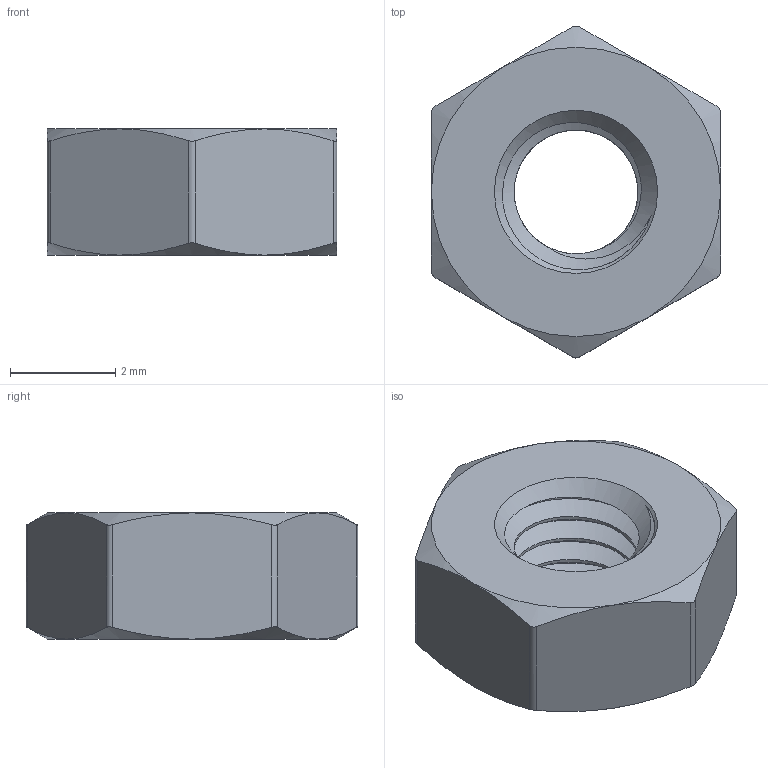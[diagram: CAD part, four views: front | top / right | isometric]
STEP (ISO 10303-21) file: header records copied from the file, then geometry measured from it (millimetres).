
FILE_DESCRIPTION(/* description */ ('','CAx-IF Rec.Pracs.---Representation and Presentation of Product Manufacturing Information (PMI)---4.0---2014-10-13'),/* implementation_level */ '2;1');
FILE_NAME(/* name */ 'OSSM - Actuator_Linear Rail Assembly_Belt Clamp_Hardware - Belt Clamp_M3 Nut_step.stp',/* time_stamp */ '2025-02-27T09:06:35-05:00',/* author */ (''),/* organization */ (''),/* preprocessor_version */ 'ST-DEVELOPER v20',/* originating_system */ 'Autodesk Translation Framework v13.20.0.188',/* authorisation */ '');
FILE_SCHEMA (('AP242_MANAGED_MODEL_BASED_3D_ENGINEERING_MIM_LF { 1 0 10303 442 1 1 4 }'));
Length unit declared in the file: millimetre
Products named in the file (1): 91828A211_18-8 Stainless Steel Hex Nut
Bounding box: 5.5 x 6.31 x 2.4 mm (x, y, z)
Volume: 48.4 mm3; surface area: 115.1 mm2
Topology: 1 solids, 1 shells, 40 faces, 102 edges, 64 vertices
Faces by surface type: cylinder 16, cone 14, plane 8, bspline 2
Full cylindrical faces by diameter (mm): 2.35 x3, 3 x3
Entity records: 2243 total; most frequent: CARTESIAN_POINT 1381, ORIENTED_EDGE 204, DIRECTION 136, EDGE_CURVE 102, VERTEX_POINT 64, AXIS2_PLACEMENT_3D 57, EDGE_LOOP 42, FACE_OUTER_BOUND 40
